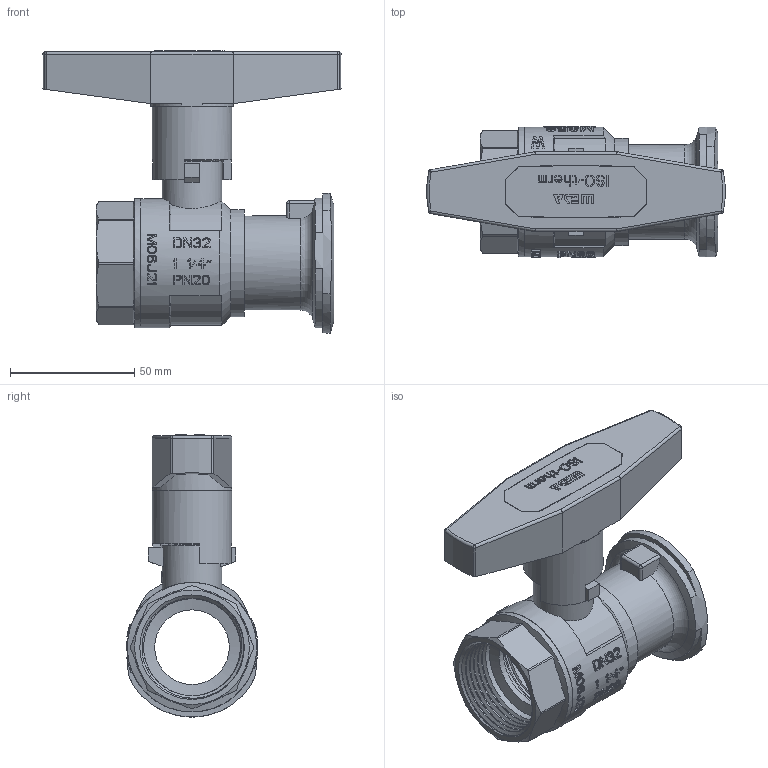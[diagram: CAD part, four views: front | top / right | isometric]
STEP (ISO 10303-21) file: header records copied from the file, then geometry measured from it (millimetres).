
FILE_DESCRIPTION(/* description */ ('Unknown'),/* implementation_level */ '2;1');
FILE_NAME(/* name */ '1083',/* time_stamp */ '2022-10-12T13:02:16+02:00',/* author */ ('Unknown'),/* organization */ ('Unknown'),/* preprocessor_version */ 'ST-DEVELOPER v16.7',/* originating_system */ 'Solid Edge',/* authorisation */ 'Unknown');
FILE_SCHEMA (('AUTOMOTIVE_DESIGN {1 0 10303 214 3 1 1}'));
Products named in the file (10): 1083; VJ0101431607V; VT05105007Q; VT07405107Q; VJ0102431607V; VT0801431007_ASM; VT0801435007; VT0801435007-1; VT120017-M12X19-5-1Q; VT0801431006-1
Assembly tree (9 placements, depth 3):
  1083
    VJ0101431607V
    VT05105007Q
    VT07405107Q
    VJ0102431607V
    VT0801431007_ASM
      VT0801435007
      VT0801435007-1
    VT120017-M12X19-5-1Q
    VT0801431006-1
Bounding box: 119.82 x 53 x 113.4 mm (x, y, z)
Volume: 103721 mm3; surface area: 71418.5 mm2
Topology: 8 solids, 10 shells, 1619 faces, 4561 edges, 3039 vertices
Faces by surface type: plane 1261, cylinder 205, bspline 96, cone 42, torus 9, sphere 6
Full cylindrical faces by diameter (mm): 3.4 x2, 5.4 x4, 10.5 x8, 10.8 x1, 14 x3, 14.1 x1, 15 x1, 16 x3, 18 x1, 18.5 x5, 21 x1, 24 x1, 26 x1, 30 x2, 32 x1, 34 x1, 38 x1, 38.952 x5, 39 x2, 43 x2, 46.5 x5, 48 x4, 48.5 x1, 52 x2
Entity records: 62645 total; most frequent: CARTESIAN_POINT 21006, ORIENTED_EDGE 8866, DIRECTION 8522, EDGE_CURVE 4435, AXIS2_PLACEMENT_3D 3105, VERTEX_POINT 3001, LINE 2312, VECTOR 2312
